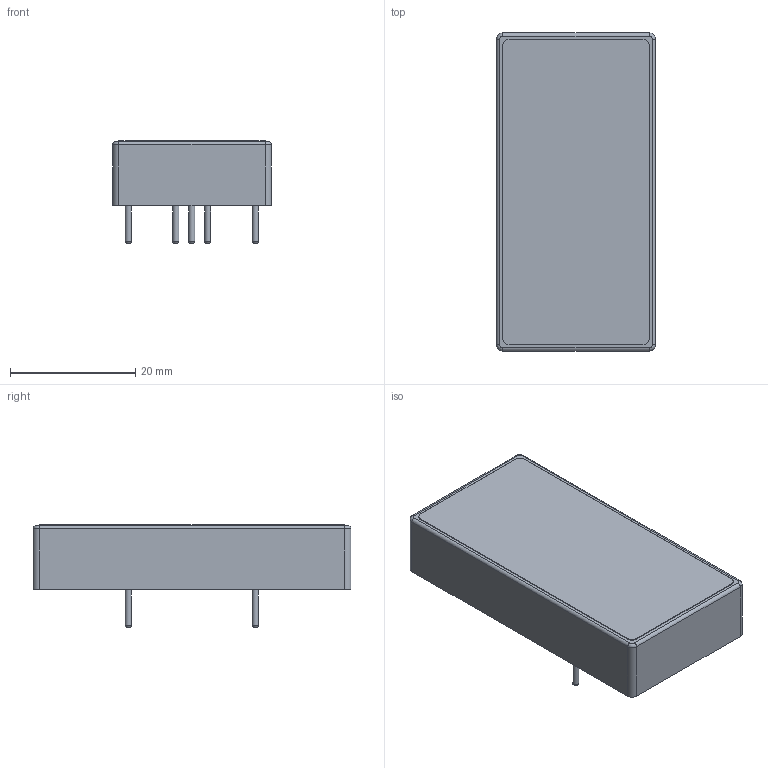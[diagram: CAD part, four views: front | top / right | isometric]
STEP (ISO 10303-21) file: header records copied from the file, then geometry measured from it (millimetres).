
FILE_DESCRIPTION(/* description */ ('model of Converter_DCDC_TRACO_TEN10-xxxx_Dual_THT'),/* implementation_level */ '2;1');
FILE_NAME(/* name */ 'Converter_DCDC_TRACO_TEN10-xxxx_Dual_THT.step',/* time_stamp */ '2018-03-25T16:11:58',/* author */ ('kicad StepUp','ksu'),/* organization */ ('FreeCAD'),/* preprocessor_version */ 'OCC',/* originating_system */ 'kicad StepUp',/* authorisation */ '');
FILE_SCHEMA(('AUTOMOTIVE_DESIGN { 1 0 10303 214 1 1 1 1 }'));
Length unit declared in the file: millimetre
Products named in the file (5): ASSEMBLY; Converter_DCDC_TRACO_TEN10_xxxx_Dual_THT001; Shape0_972814335674; Shape0_595409837545; Converter_DCDC_TRACO_TEN10_xxxx_Dual_THT
Assembly tree (4 placements, depth 2):
  ASSEMBLY
    Converter_DCDC_TRACO_TEN10_xxxx_Dual_THT001
    Shape0_972814335674
    Shape0_595409837545
    Converter_DCDC_TRACO_TEN10_xxxx_Dual_THT
Bounding box: 25.4 x 50.8 x 16.3 mm (x, y, z)
Surface area: 10594.1 mm2
Topology: 8 solids, 8 shells, 75 faces, 153 edges, 95 vertices
Faces by surface type: plane 33, cylinder 29, torus 13
Full cylindrical faces by diameter (mm): 1 x5
Entity records: 2301 total; most frequent: DIRECTION 389, CARTESIAN_POINT 328, ORIENTED_EDGE 306, AXIS2_PLACEMENT_3D 156, EDGE_CURVE 153, VERTEX_POINT 95, LINE 77, VECTOR 77
